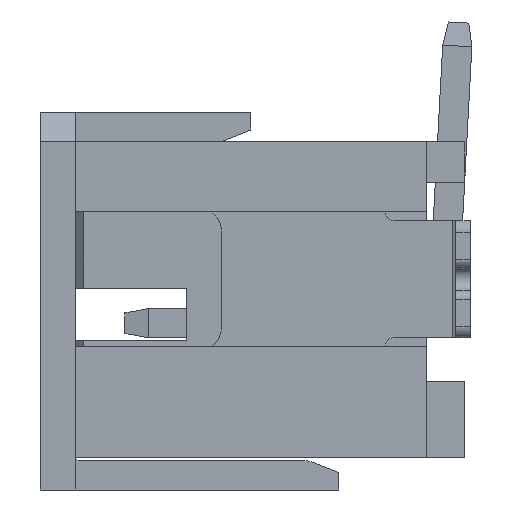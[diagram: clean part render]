
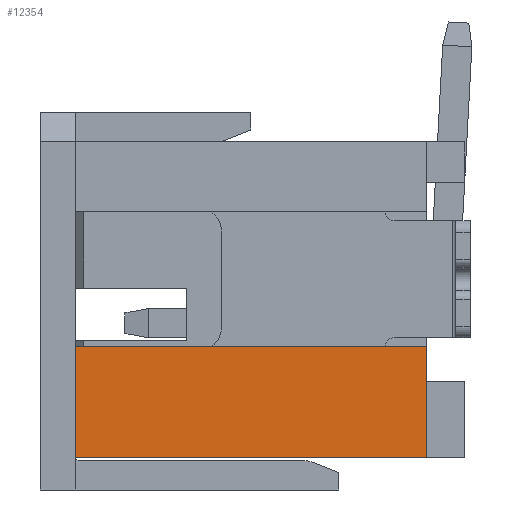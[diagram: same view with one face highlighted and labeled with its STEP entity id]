
A CAD part, left-side view. The second image highlights one B-rep face of the part: STEP entity #12354.
In plain terms, the highlighted planar face has unit normal (-1, 0, 0).
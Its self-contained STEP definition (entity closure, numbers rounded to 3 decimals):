
#1=DIRECTION('',(0.,0.,1.));
#2=VECTOR('',#1,1.9);
#3=CARTESIAN_POINT('',(0.,-6.,-5.4));
#4=LINE('',#3,#2);
#485=DIRECTION('',(0.,0.,-1.));
#486=VECTOR('',#485,1.9);
#487=CARTESIAN_POINT('',(0.,0.,-3.5));
#488=LINE('',#487,#486);
#2248=DIRECTION('',(0.,1.,0.));
#2249=VECTOR('',#2248,6.);
#2250=CARTESIAN_POINT('',(0.,-6.,-3.5));
#2251=LINE('',#2250,#2249);
#2631=DIRECTION('',(0.,-1.,0.));
#2632=VECTOR('',#2631,6.);
#2633=CARTESIAN_POINT('',(0.,0.,-5.4));
#2634=LINE('',#2633,#2632);
#9407=CARTESIAN_POINT('',(0.,0.,-3.5));
#9408=CARTESIAN_POINT('',(0.,0.,-5.4));
#9409=VERTEX_POINT('',#9407);
#9410=VERTEX_POINT('',#9408);
#9411=CARTESIAN_POINT('',(0.,-6.,-3.5));
#9412=VERTEX_POINT('',#9411);
#9487=CARTESIAN_POINT('',(0.,-6.,-5.4));
#9488=VERTEX_POINT('',#9487);
#12339=CARTESIAN_POINT('',(0.,-3.,-4.45));
#12340=DIRECTION('',(1.,0.,0.));
#12341=DIRECTION('',(0.,0.,1.));
#12342=AXIS2_PLACEMENT_3D('',#12339,#12340,#12341);
#12343=PLANE('',#12342);
#12345=ORIENTED_EDGE('',*,*,#12344,.F.);
#12347=ORIENTED_EDGE('',*,*,#12346,.F.);
#12349=ORIENTED_EDGE('',*,*,#12348,.F.);
#12351=ORIENTED_EDGE('',*,*,#12350,.F.);
#12352=EDGE_LOOP('',(#12345,#12347,#12349,#12351));
#12353=FACE_OUTER_BOUND('',#12352,.F.);
#12354=ADVANCED_FACE('',(#12353),#12343,.F.);
#12344=EDGE_CURVE('',#9488,#9412,#4,.T.);
#12346=EDGE_CURVE('',#9410,#9488,#2634,.T.);
#12348=EDGE_CURVE('',#9409,#9410,#488,.T.);
#12350=EDGE_CURVE('',#9412,#9409,#2251,.T.);
